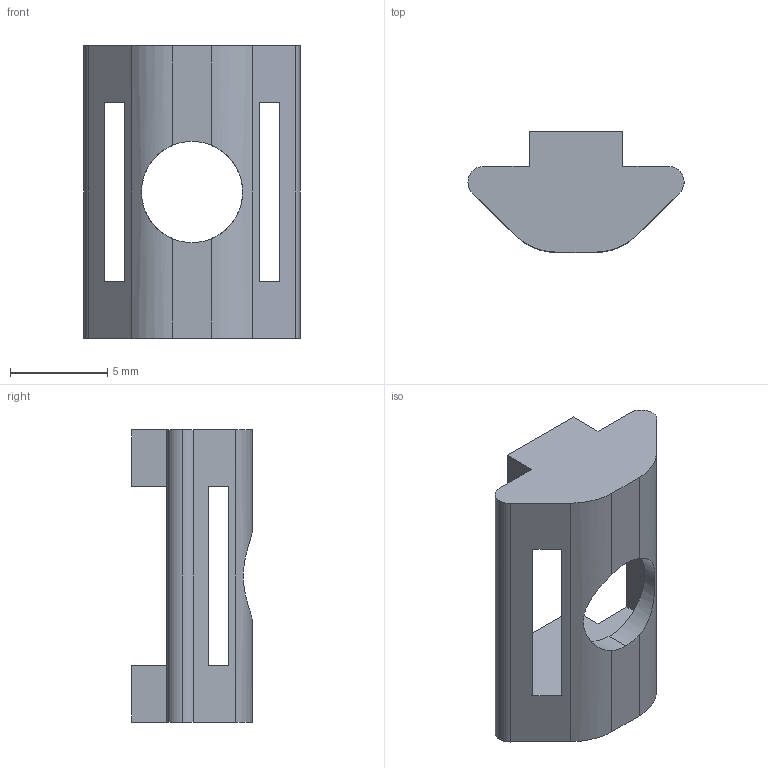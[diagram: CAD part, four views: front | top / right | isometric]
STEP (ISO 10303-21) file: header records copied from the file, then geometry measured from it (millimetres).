
FILE_DESCRIPTION (( 'STEP AP203' ), '1' );
FILE_NAME ('t_slot_nut_fixture_2020.STEP', '2023-03-11T16:56:10', ( '' ), ( '' ), 'SwSTEP 2.0', 'SolidWorks 2015', '' );
FILE_SCHEMA (( 'CONFIG_CONTROL_DESIGN' ));
Length unit declared in the file: millimetre
Products named in the file (1): t_slot_nut_fixture_2020
Bounding box: 11.1 x 6.2 x 15 mm (x, y, z)
Volume: 330.6 mm3; surface area: 544.8 mm2
Topology: 1 solids, 1 shells, 26 faces, 81 edges, 54 vertices
Faces by surface type: plane 19, cylinder 7
Entity records: 1028 total; most frequent: CARTESIAN_POINT 204, ORIENTED_EDGE 162, DIRECTION 149, EDGE_CURVE 81, VECTOR 63, LINE 63, VERTEX_POINT 54, AXIS2_PLACEMENT_3D 43
